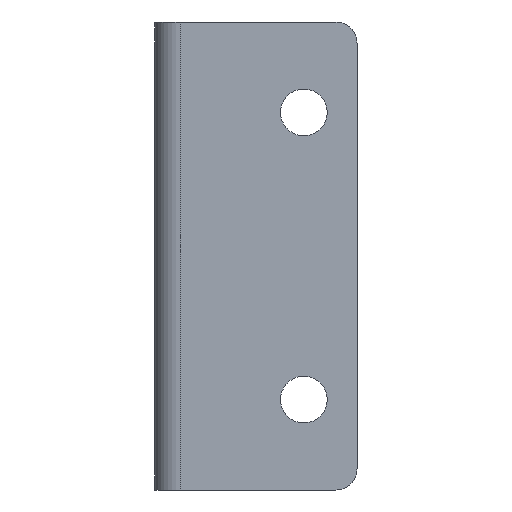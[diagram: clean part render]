
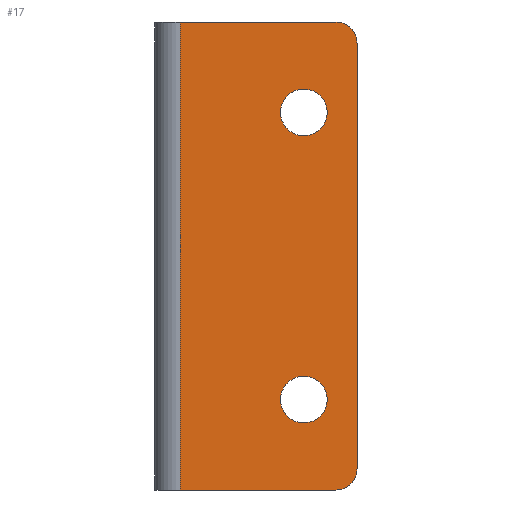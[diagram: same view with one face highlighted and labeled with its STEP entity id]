
A CAD part, front view. The second image highlights one B-rep face of the part: STEP entity #17.
In plain terms, the highlighted planar face has unit normal (0, -1, 0).
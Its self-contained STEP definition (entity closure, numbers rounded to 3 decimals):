
#17 = ADVANCED_FACE ( 'NONE', ( #561, #553, #551 ), #152, .F. ) ;
#32 = VECTOR ( 'NONE', #344, 1000. ) ;
#35 = CIRCLE ( 'NONE', #259, 11. ) ;
#42 = CIRCLE ( 'NONE', #210, 11. ) ;
#63 = CIRCLE ( 'NONE', #223, 11. ) ;
#77 = LINE ( 'NONE', #374, #32 ) ;
#110 = DIRECTION ( 'NONE',  ( 0., 0., 1. ) ) ;
#112 = VERTEX_POINT ( 'NONE', #311 ) ;
#113 = CARTESIAN_POINT ( 'NONE',  ( 12., 0., 220. ) ) ;
#114 = VERTEX_POINT ( 'NONE', #310 ) ;
#116 = DIRECTION ( 'NONE',  ( 0., 1., 0. ) ) ;
#138 = VERTEX_POINT ( 'NONE', #297 ) ;
#145 = VERTEX_POINT ( 'NONE', #401 ) ;
#147 = VERTEX_POINT ( 'NONE', #393 ) ;
#152 = PLANE ( 'NONE',  #242 ) ;
#170 = VERTEX_POINT ( 'NONE', #389 ) ;
#175 = VERTEX_POINT ( 'NONE', #385 ) ;
#177 = VERTEX_POINT ( 'NONE', #359 ) ;
#181 = VERTEX_POINT ( 'NONE', #450 ) ;
#203 = VERTEX_POINT ( 'NONE', #437 ) ;
#210 = AXIS2_PLACEMENT_3D ( 'NONE', #352, #327, #304 ) ;
#223 = AXIS2_PLACEMENT_3D ( 'NONE', #490, #481, #482 ) ;
#231 = AXIS2_PLACEMENT_3D ( 'NONE', #432, #424, #418 ) ;
#233 = AXIS2_PLACEMENT_3D ( 'NONE', #428, #425, #430 ) ;
#235 = AXIS2_PLACEMENT_3D ( 'NONE', #358, #492, #426 ) ;
#242 = AXIS2_PLACEMENT_3D ( 'NONE', #113, #116, #110 ) ;
#259 = AXIS2_PLACEMENT_3D ( 'NONE', #378, #396, #392 ) ;
#266 = EDGE_CURVE ( 'NONE', #147, #145, #533, .T. ) ;
#267 = EDGE_CURVE ( 'NONE', #114, #145, #534, .T. ) ;
#268 = EDGE_CURVE ( 'NONE', #170, #175, #532, .T. ) ;
#269 = EDGE_CURVE ( 'NONE', #147, #177, #530, .T. ) ;
#270 = EDGE_CURVE ( 'NONE', #181, #112, #527, .T. ) ;
#271 = EDGE_CURVE ( 'NONE', #175, #177, #525, .T. ) ;
#297 = CARTESIAN_POINT ( 'NONE',  ( 70., 0., 53.5 ) ) ;
#304 = DIRECTION ( 'NONE',  ( 0., 0., 1. ) ) ;
#310 = CARTESIAN_POINT ( 'NONE',  ( 12., 0., 220. ) ) ;
#311 = CARTESIAN_POINT ( 'NONE',  ( 70., 0., 166.5 ) ) ;
#327 = DIRECTION ( 'NONE',  ( 0., 1., 0. ) ) ;
#344 = DIRECTION ( 'NONE',  ( 0., 0., -1. ) ) ;
#352 = CARTESIAN_POINT ( 'NONE',  ( 70., 0., 42.5 ) ) ;
#358 = CARTESIAN_POINT ( 'NONE',  ( 85., 0., 210. ) ) ;
#359 = CARTESIAN_POINT ( 'NONE',  ( 95., 0., 10. ) ) ;
#374 = CARTESIAN_POINT ( 'NONE',  ( 12., 0., 220. ) ) ;
#378 = CARTESIAN_POINT ( 'NONE',  ( 70., 0., 42.5 ) ) ;
#385 = CARTESIAN_POINT ( 'NONE',  ( 85., 0., 0. ) ) ;
#389 = CARTESIAN_POINT ( 'NONE',  ( 12., 0., 0. ) ) ;
#392 = DIRECTION ( 'NONE',  ( 0., 0., 1. ) ) ;
#393 = CARTESIAN_POINT ( 'NONE',  ( 95., 0., 210. ) ) ;
#396 = DIRECTION ( 'NONE',  ( 0., 1., 0. ) ) ;
#401 = CARTESIAN_POINT ( 'NONE',  ( 85., 0., 220. ) ) ;
#418 = DIRECTION ( 'NONE',  ( 0., 0., 1. ) ) ;
#424 = DIRECTION ( 'NONE',  ( 0., 1., 0. ) ) ;
#425 = DIRECTION ( 'NONE',  ( 0., -1., 0. ) ) ;
#426 = DIRECTION ( 'NONE',  ( 0., 0., 1. ) ) ;
#428 = CARTESIAN_POINT ( 'NONE',  ( 85., 0., 10. ) ) ;
#430 = DIRECTION ( 'NONE',  ( 0., 0., 1. ) ) ;
#432 = CARTESIAN_POINT ( 'NONE',  ( 70., 0., 177.5 ) ) ;
#437 = CARTESIAN_POINT ( 'NONE',  ( 70., 0., 31.5 ) ) ;
#444 = DIRECTION ( 'NONE',  ( 0., 0., -1. ) ) ;
#450 = CARTESIAN_POINT ( 'NONE',  ( 70., 0., 188.5 ) ) ;
#457 = CARTESIAN_POINT ( 'NONE',  ( 95., 0., 220. ) ) ;
#468 = DIRECTION ( 'NONE',  ( 1., 0., 0. ) ) ;
#471 = CARTESIAN_POINT ( 'NONE',  ( 12., 0., 0. ) ) ;
#473 = CARTESIAN_POINT ( 'NONE',  ( 12., 0., 220. ) ) ;
#476 = DIRECTION ( 'NONE',  ( 1., 0., 0. ) ) ;
#481 = DIRECTION ( 'NONE',  ( 0., 1., 0. ) ) ;
#482 = DIRECTION ( 'NONE',  ( 0., 0., 1. ) ) ;
#490 = CARTESIAN_POINT ( 'NONE',  ( 70., 0., 177.5 ) ) ;
#492 = DIRECTION ( 'NONE',  ( 0., -1., 0. ) ) ;
#525 = CIRCLE ( 'NONE', #233, 10. ) ;
#527 = CIRCLE ( 'NONE', #231, 11. ) ;
#529 = VECTOR ( 'NONE', #444, 1000. ) ;
#530 = LINE ( 'NONE', #457, #529 ) ;
#531 = VECTOR ( 'NONE', #468, 1000. ) ;
#532 = LINE ( 'NONE', #471, #531 ) ;
#533 = CIRCLE ( 'NONE', #235, 10. ) ;
#534 = LINE ( 'NONE', #473, #539 ) ;
#539 = VECTOR ( 'NONE', #476, 1000. ) ;
#551 = FACE_OUTER_BOUND ( 'NONE', #612, .T. ) ;
#553 = FACE_BOUND ( 'NONE', #597, .T. ) ;
#561 = FACE_BOUND ( 'NONE', #593, .T. ) ;
#593 = EDGE_LOOP ( 'NONE', ( #686, #687 ) ) ;
#597 = EDGE_LOOP ( 'NONE', ( #688, #689 ) ) ;
#612 = EDGE_LOOP ( 'NONE', ( #690, #691, #692, #693, #697, #698 ) ) ;
#686 = ORIENTED_EDGE ( 'NONE', *, *, #270, .T. ) ;
#687 = ORIENTED_EDGE ( 'NONE', *, *, #745, .T. ) ;
#688 = ORIENTED_EDGE ( 'NONE', *, *, #771, .T. ) ;
#689 = ORIENTED_EDGE ( 'NONE', *, *, #740, .T. ) ;
#690 = ORIENTED_EDGE ( 'NONE', *, *, #269, .F. ) ;
#691 = ORIENTED_EDGE ( 'NONE', *, *, #266, .T. ) ;
#692 = ORIENTED_EDGE ( 'NONE', *, *, #267, .F. ) ;
#693 = ORIENTED_EDGE ( 'NONE', *, *, #754, .T. ) ;
#697 = ORIENTED_EDGE ( 'NONE', *, *, #268, .T. ) ;
#698 = ORIENTED_EDGE ( 'NONE', *, *, #271, .T. ) ;
#740 = EDGE_CURVE ( 'NONE', #203, #138, #35, .T. ) ;
#745 = EDGE_CURVE ( 'NONE', #112, #181, #63, .T. ) ;
#754 = EDGE_CURVE ( 'NONE', #114, #170, #77, .T. ) ;
#771 = EDGE_CURVE ( 'NONE', #138, #203, #42, .T. ) ;
